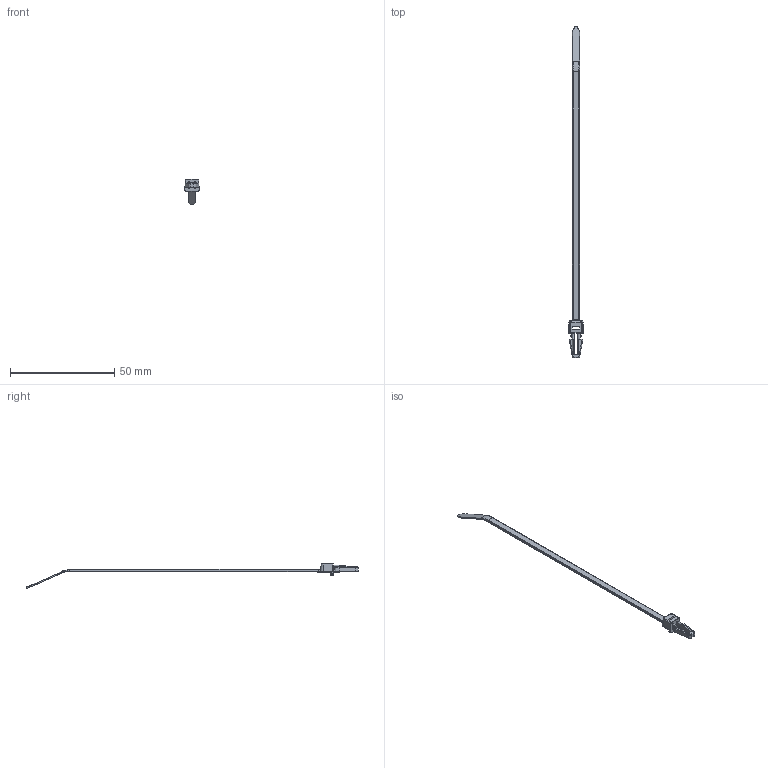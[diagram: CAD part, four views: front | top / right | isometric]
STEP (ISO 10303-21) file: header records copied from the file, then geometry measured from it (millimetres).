
FILE_DESCRIPTION(/* description */ (''),/* implementation_level */ '2;1');
FILE_NAME(/* name */ 'PLP1.5I',/* time_stamp */ '2010-01-22T13:10:26-06:00',/* author */ (''),/* organization */ (''),/* preprocessor_version */ 'ST-DEVELOPER v9',/* originating_system */ 'UGS - NX 3.0',/* authorisation */ '');
FILE_SCHEMA (('CONFIG_CONTROL_DESIGN'));
Length unit declared in the file: inch
Products named in the file (1): bwg0B62ng81
Bounding box: 6.86 x 159.51 x 12.49 mm (x, y, z)
Volume: 775.7 mm3; surface area: 1646 mm2
Topology: 1 solids, 1 shells, 154 faces, 396 edges, 243 vertices
Faces by surface type: cylinder 62, plane 60, bspline 20, torus 10, sphere 2
Entity records: 5092 total; most frequent: CARTESIAN_POINT 1315, ORIENTED_EDGE 788, DIRECTION 771, EDGE_CURVE 394, AXIS2_PLACEMENT_3D 281, VERTEX_POINT 244, LINE 209, VECTOR 209
